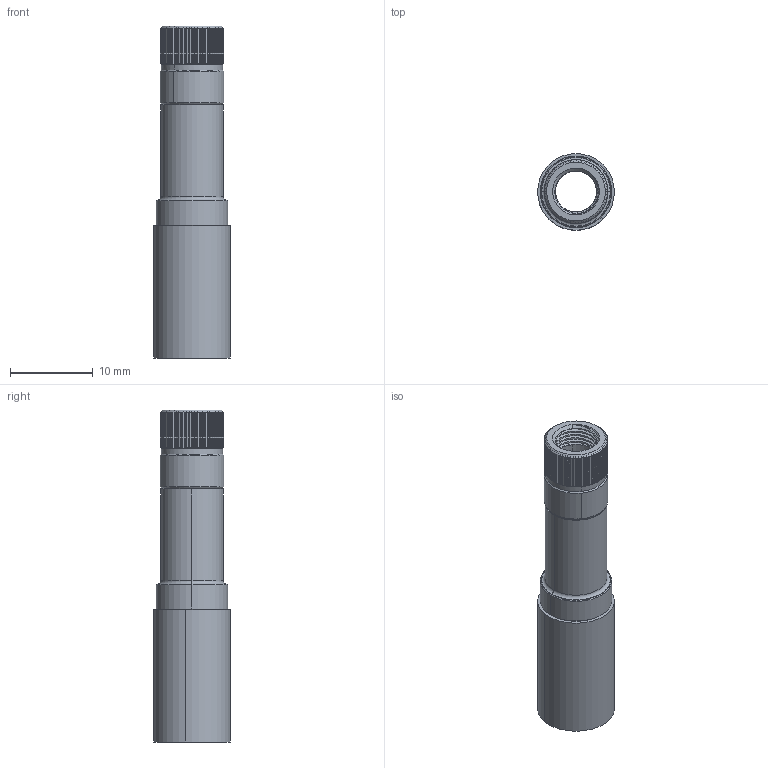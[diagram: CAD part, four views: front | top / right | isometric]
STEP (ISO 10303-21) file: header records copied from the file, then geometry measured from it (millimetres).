
FILE_DESCRIPTION (( 'STEP AP214' ), '1' );
FILE_NAME ('52-005A-B66-FJ.STEP', '2024-10-25T07:17:42', ( '' ), ( '' ), 'SwSTEP 2.0', 'SolidWorks 2024', '' );
FILE_SCHEMA (( 'AUTOMOTIVE_DESIGN' ));
Length unit declared in the file: millimetre
Products named in the file (1): 52-005A-B66-FJ
Bounding box: 9.27 x 9.27 x 40.16 mm (x, y, z)
Surface area: 1692.4 mm2 (no closed solid volume)
Topology: 0 solids, 3 shells, 337 faces, 836 edges, 504 vertices
Faces by surface type: plane 150, cylinder 97, cone 87, torus 2, bspline 1
Entity records: 10769 total; most frequent: CARTESIAN_POINT 3275, ORIENTED_EDGE 1649, DIRECTION 1457, EDGE_CURVE 836, AXIS2_PLACEMENT_3D 601, VERTEX_POINT 504, EDGE_LOOP 343, FACE_OUTER_BOUND 337
